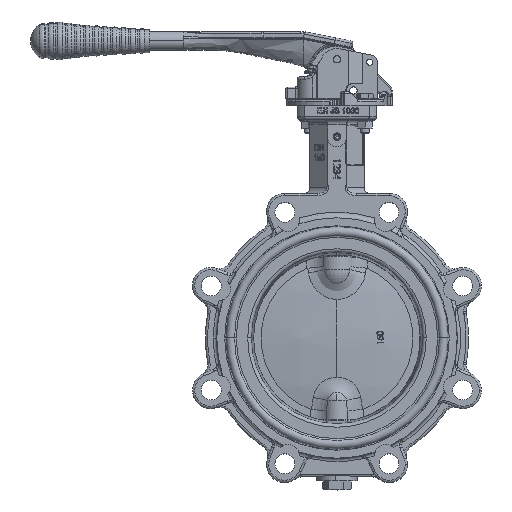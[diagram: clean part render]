
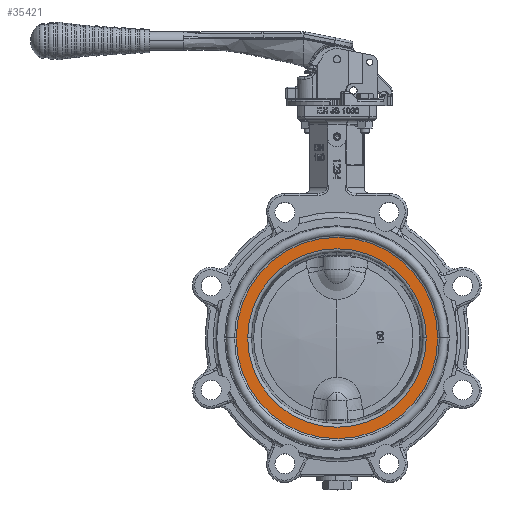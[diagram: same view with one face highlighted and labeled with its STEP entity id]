
A CAD part, top view. The second image highlights one B-rep face of the part: STEP entity #35421.
In plain terms, the highlighted planar face has unit normal (0, 0, 1).
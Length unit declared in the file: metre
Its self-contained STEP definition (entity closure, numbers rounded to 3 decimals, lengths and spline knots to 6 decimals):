
#2399 = CARTESIAN_POINT ( 'NONE',  ( 0., 0., 0.02775 ) ) ;
#7289 = CARTESIAN_POINT ( 'NONE',  ( 0., 0., 0.02775 ) ) ;
#9417 = VERTEX_POINT ( 'NONE', #12019 ) ;
#9873 = EDGE_CURVE ( 'NONE', #9417, #47719, #69334, .T. ) ;
#10742 = VERTEX_POINT ( 'NONE', #91110 ) ;
#11140 = EDGE_CURVE ( 'NONE', #10742, #49635, #38538, .T. ) ;
#12019 = CARTESIAN_POINT ( 'NONE',  ( -0.078727, 0., 0.02775 ) ) ;
#12835 = CARTESIAN_POINT ( 'NONE',  ( 0., 0., 0.02775 ) ) ;
#13129 = DIRECTION ( 'NONE',  ( 0., 0., 1. ) ) ;
#13406 = EDGE_CURVE ( 'NONE', #47719, #9417, #60508, .T. ) ;
#13432 = PLANE ( 'NONE',  #35971 ) ;
#20941 = CARTESIAN_POINT ( 'NONE',  ( 0., 0., 0.02775 ) ) ;
#21449 = ORIENTED_EDGE ( 'NONE', *, *, #13406, .T. ) ;
#27297 = EDGE_LOOP ( 'NONE', ( #89369, #21449 ) ) ;
#27557 = AXIS2_PLACEMENT_3D ( 'NONE', #12835, #37498, #60764 ) ;
#27980 = FACE_BOUND ( 'NONE', #27297, .T. ) ;
#35421 = ADVANCED_FACE ( 'NONE', ( #27980, #50751 ), #13432, .F. ) ;
#35686 = ORIENTED_EDGE ( 'NONE', *, *, #11140, .T. ) ;
#35971 = AXIS2_PLACEMENT_3D ( 'NONE', #63507, #93111, #85361 ) ;
#37498 = DIRECTION ( 'NONE',  ( 0., 0., -1. ) ) ;
#38538 = CIRCLE ( 'NONE', #74133, 0.088827 ) ;
#47139 = CIRCLE ( 'NONE', #51807, 0.088827 ) ;
#47719 = VERTEX_POINT ( 'NONE', #61188 ) ;
#49514 = DIRECTION ( 'NONE',  ( 1., 0., 0. ) ) ;
#49635 = VERTEX_POINT ( 'NONE', #69824 ) ;
#50533 = DIRECTION ( 'NONE',  ( 1., 0., 0. ) ) ;
#50751 = FACE_OUTER_BOUND ( 'NONE', #68548, .T. ) ;
#51807 = AXIS2_PLACEMENT_3D ( 'NONE', #7289, #13129, #49514 ) ;
#53233 = ORIENTED_EDGE ( 'NONE', *, *, #81423, .T. ) ;
#59633 = DIRECTION ( 'NONE',  ( 0., 0., -1. ) ) ;
#60508 = CIRCLE ( 'NONE', #79071, 0.078727 ) ;
#60764 = DIRECTION ( 'NONE',  ( -1., 0., 0. ) ) ;
#61188 = CARTESIAN_POINT ( 'NONE',  ( 0.078727, 0., 0.02775 ) ) ;
#61547 = DIRECTION ( 'NONE',  ( -1., 0., 0. ) ) ;
#63507 = CARTESIAN_POINT ( 'NONE',  ( 0., 0.088827, 0.02775 ) ) ;
#68548 = EDGE_LOOP ( 'NONE', ( #53233, #35686 ) ) ;
#69334 = CIRCLE ( 'NONE', #27557, 0.078727 ) ;
#69824 = CARTESIAN_POINT ( 'NONE',  ( 0.088827, 0., 0.02775 ) ) ;
#74133 = AXIS2_PLACEMENT_3D ( 'NONE', #20941, #80130, #50533 ) ;
#79071 = AXIS2_PLACEMENT_3D ( 'NONE', #2399, #59633, #61547 ) ;
#80130 = DIRECTION ( 'NONE',  ( 0., 0., 1. ) ) ;
#81423 = EDGE_CURVE ( 'NONE', #49635, #10742, #47139, .T. ) ;
#85361 = DIRECTION ( 'NONE',  ( 1., 0., 0. ) ) ;
#89369 = ORIENTED_EDGE ( 'NONE', *, *, #9873, .T. ) ;
#91110 = CARTESIAN_POINT ( 'NONE',  ( -0.088827, 0., 0.02775 ) ) ;
#93111 = DIRECTION ( 'NONE',  ( 0., 0., -1. ) ) ;
